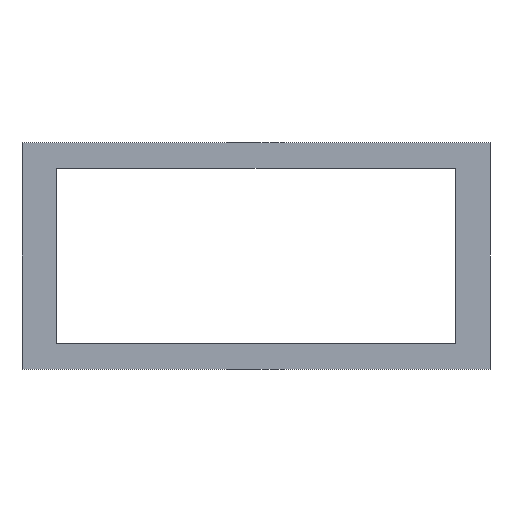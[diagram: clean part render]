
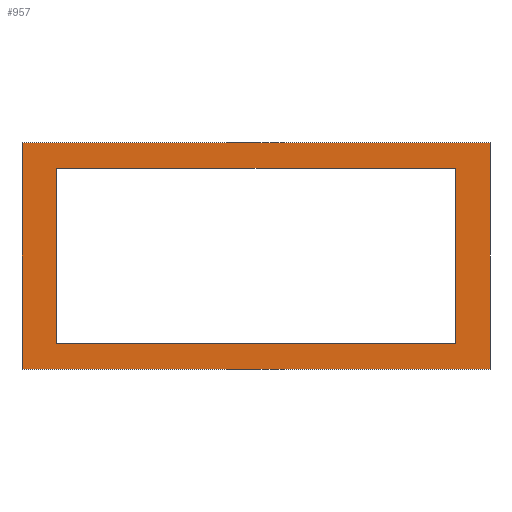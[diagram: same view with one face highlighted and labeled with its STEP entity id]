
A CAD part, front view. The second image highlights one B-rep face of the part: STEP entity #957.
In plain terms, the highlighted planar face has unit normal (0, -1, 0).
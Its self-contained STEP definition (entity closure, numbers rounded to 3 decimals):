
#7 = DIRECTION ( 'NONE',  ( 1., 0., 0. ) ) ;
#11 = CARTESIAN_POINT ( 'NONE',  ( 10.65, 0., -4.675 ) ) ;
#35 = ORIENTED_EDGE ( 'NONE', *, *, #91, .F. ) ;
#60 = FACE_OUTER_BOUND ( 'NONE', #599, .T. ) ;
#66 = VECTOR ( 'NONE', #490, 1000. ) ;
#91 = EDGE_CURVE ( 'NONE', #537, #448, #637, .T. ) ;
#116 = CARTESIAN_POINT ( 'NONE',  ( -12.5, 0., 6.05 ) ) ;
#122 = DIRECTION ( 'NONE',  ( 0., 0., 1. ) ) ;
#146 = CARTESIAN_POINT ( 'NONE',  ( -10.65, 0., -4.675 ) ) ;
#155 = VECTOR ( 'NONE', #730, 1000. ) ;
#193 = FACE_BOUND ( 'NONE', #285, .T. ) ;
#224 = LINE ( 'NONE', #146, #155 ) ;
#232 = VECTOR ( 'NONE', #334, 1000. ) ;
#275 = VERTEX_POINT ( 'NONE', #613 ) ;
#279 = VECTOR ( 'NONE', #882, 1000. ) ;
#280 = CARTESIAN_POINT ( 'NONE',  ( 10.65, 0., -4.675 ) ) ;
#282 = CARTESIAN_POINT ( 'NONE',  ( -10.65, 0., 4.675 ) ) ;
#285 = EDGE_LOOP ( 'NONE', ( #747, #848, #915, #288 ) ) ;
#287 = LINE ( 'NONE', #441, #545 ) ;
#288 = ORIENTED_EDGE ( 'NONE', *, *, #488, .T. ) ;
#292 = VERTEX_POINT ( 'NONE', #607 ) ;
#334 = DIRECTION ( 'NONE',  ( -1., 0., 0. ) ) ;
#336 = LINE ( 'NONE', #951, #733 ) ;
#341 = LINE ( 'NONE', #280, #889 ) ;
#345 = EDGE_CURVE ( 'NONE', #648, #292, #784, .T. ) ;
#416 = EDGE_CURVE ( 'NONE', #448, #689, #336, .T. ) ;
#425 = LINE ( 'NONE', #282, #279 ) ;
#441 = CARTESIAN_POINT ( 'NONE',  ( -12.5, 0., 6.05 ) ) ;
#448 = VERTEX_POINT ( 'NONE', #566 ) ;
#449 = AXIS2_PLACEMENT_3D ( 'NONE', #657, #494, #500 ) ;
#488 = EDGE_CURVE ( 'NONE', #292, #696, #425, .T. ) ;
#490 = DIRECTION ( 'NONE',  ( 0., 0., -1. ) ) ;
#494 = DIRECTION ( 'NONE',  ( 0., 1., 0. ) ) ;
#495 = ORIENTED_EDGE ( 'NONE', *, *, #679, .F. ) ;
#500 = DIRECTION ( 'NONE',  ( 0., 0., 1. ) ) ;
#537 = VERTEX_POINT ( 'NONE', #903 ) ;
#545 = VECTOR ( 'NONE', #7, 1000. ) ;
#554 = LINE ( 'NONE', #857, #66 ) ;
#566 = CARTESIAN_POINT ( 'NONE',  ( -12.5, 0., -6.05 ) ) ;
#573 = PLANE ( 'NONE',  #449 ) ;
#582 = ORIENTED_EDGE ( 'NONE', *, *, #722, .F. ) ;
#599 = EDGE_LOOP ( 'NONE', ( #582, #495, #751, #35 ) ) ;
#606 = EDGE_CURVE ( 'NONE', #615, #648, #224, .T. ) ;
#607 = CARTESIAN_POINT ( 'NONE',  ( -10.65, 0., 4.675 ) ) ;
#613 = CARTESIAN_POINT ( 'NONE',  ( 12.5, 0., 6.05 ) ) ;
#615 = VERTEX_POINT ( 'NONE', #11 ) ;
#637 = LINE ( 'NONE', #867, #232 ) ;
#647 = DIRECTION ( 'NONE',  ( 0., 0., -1. ) ) ;
#648 = VERTEX_POINT ( 'NONE', #898 ) ;
#657 = CARTESIAN_POINT ( 'NONE',  ( 0., 0., 0. ) ) ;
#679 = EDGE_CURVE ( 'NONE', #689, #275, #287, .T. ) ;
#689 = VERTEX_POINT ( 'NONE', #116 ) ;
#696 = VERTEX_POINT ( 'NONE', #845 ) ;
#716 = DIRECTION ( 'NONE',  ( 0., 0., 1. ) ) ;
#722 = EDGE_CURVE ( 'NONE', #275, #537, #554, .T. ) ;
#730 = DIRECTION ( 'NONE',  ( -1., 0., 0. ) ) ;
#733 = VECTOR ( 'NONE', #716, 1000. ) ;
#747 = ORIENTED_EDGE ( 'NONE', *, *, #892, .T. ) ;
#751 = ORIENTED_EDGE ( 'NONE', *, *, #416, .F. ) ;
#784 = LINE ( 'NONE', #855, #842 ) ;
#842 = VECTOR ( 'NONE', #122, 1000. ) ;
#845 = CARTESIAN_POINT ( 'NONE',  ( 10.65, 0., 4.675 ) ) ;
#848 = ORIENTED_EDGE ( 'NONE', *, *, #606, .T. ) ;
#855 = CARTESIAN_POINT ( 'NONE',  ( -10.65, 0., -4.675 ) ) ;
#857 = CARTESIAN_POINT ( 'NONE',  ( 12.5, 0., -6.05 ) ) ;
#867 = CARTESIAN_POINT ( 'NONE',  ( -12.5, 0., -6.05 ) ) ;
#882 = DIRECTION ( 'NONE',  ( 1., 0., 0. ) ) ;
#889 = VECTOR ( 'NONE', #647, 1000. ) ;
#892 = EDGE_CURVE ( 'NONE', #696, #615, #341, .T. ) ;
#898 = CARTESIAN_POINT ( 'NONE',  ( -10.65, 0., -4.675 ) ) ;
#903 = CARTESIAN_POINT ( 'NONE',  ( 12.5, 0., -6.05 ) ) ;
#915 = ORIENTED_EDGE ( 'NONE', *, *, #345, .T. ) ;
#951 = CARTESIAN_POINT ( 'NONE',  ( -12.5, 0., -6.05 ) ) ;
#957 = ADVANCED_FACE ( 'NONE', ( #60, #193 ), #573, .F. ) ;
